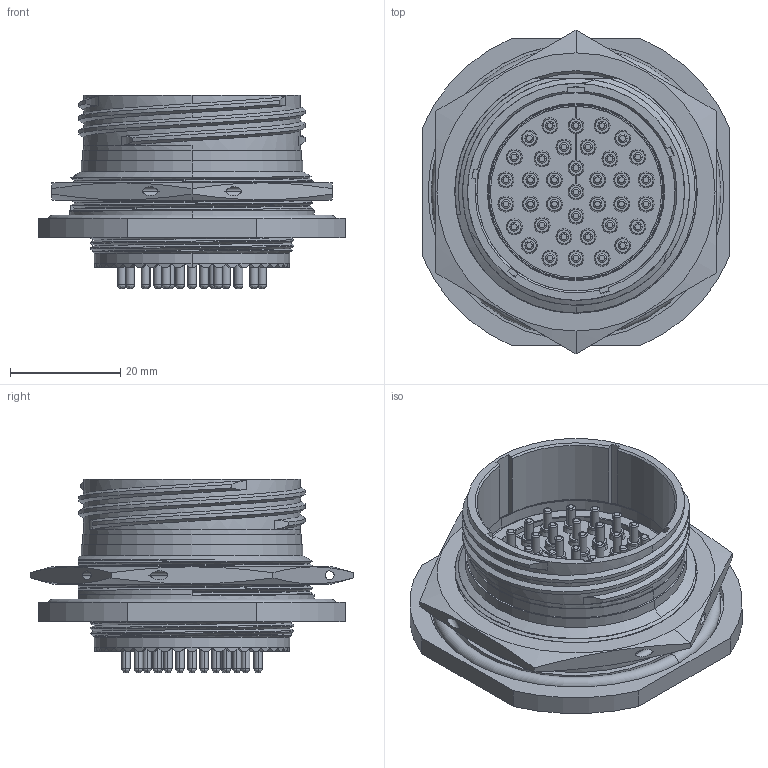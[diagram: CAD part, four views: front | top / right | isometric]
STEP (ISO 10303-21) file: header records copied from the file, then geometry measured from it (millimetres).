
FILE_DESCRIPTION((''),'2;1');
FILE_NAME('TVS07DS-25-37P-P15-_SW','2022-03-29T14:52:06',('sigmaxadm'),(''),'CREO PARAMETRIC BY PTC INC, 2021184','CREO PARAMETRIC BY PTC INC, 2021184','');
FILE_SCHEMA(('CONFIG_CONTROL_DESIGN'));
Products named in the file (1): TVS07DS-25-37P-P15-_SW
Bounding box: 55.58 x 58.66 x 35.1 mm (x, y, z)
Volume: 28961 mm3; surface area: 21734.7 mm2
Topology: 1 solids, 1 shells, 1839 faces, 4537 edges, 2863 vertices
Faces by surface type: plane 879, cylinder 439, torus 238, cone 175, bspline 108
Entity records: 78454 total; most frequent: CARTESIAN_POINT 35314, ORIENTED_EDGE 9074, DIRECTION 8823, EDGE_CURVE 4537, AXIS2_PLACEMENT_3D 3201, VERTEX_POINT 2863, VECTOR 2421, LINE 2421
